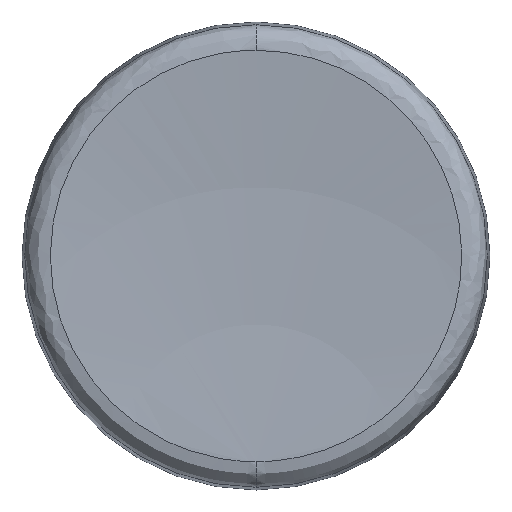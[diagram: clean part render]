
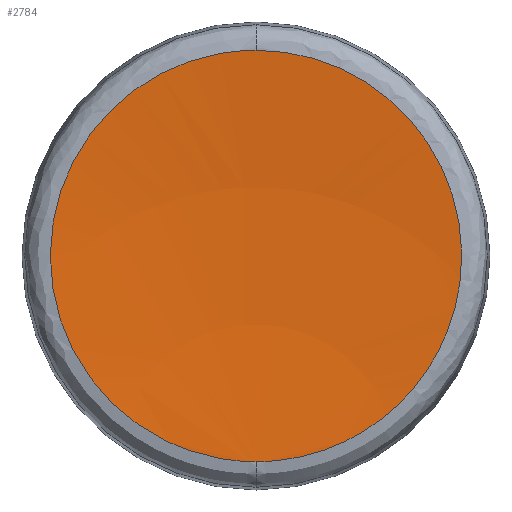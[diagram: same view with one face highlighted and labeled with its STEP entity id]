
A CAD part, left-side view. The second image highlights one B-rep face of the part: STEP entity #2784.
In plain terms, the highlighted spherical face has radius 100 mm.
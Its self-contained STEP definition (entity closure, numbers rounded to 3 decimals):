
#549=CARTESIAN_POINT('',(-286.385,65.5,221.224));
#550=CARTESIAN_POINT('',(-286.385,65.521,221.224));
#551=CARTESIAN_POINT('',(-286.385,65.559,221.224));
#552=CARTESIAN_POINT('',(-286.385,65.623,221.225));
#553=CARTESIAN_POINT('',(-286.385,65.697,221.226));
#554=CARTESIAN_POINT('',(-286.385,65.776,221.228));
#555=CARTESIAN_POINT('',(-286.385,65.853,221.231));
#556=CARTESIAN_POINT('',(-286.385,65.928,221.234));
#557=CARTESIAN_POINT('',(-286.385,66.003,221.238));
#558=CARTESIAN_POINT('',(-286.385,66.078,221.243));
#559=CARTESIAN_POINT('',(-286.385,66.153,221.248));
#560=CARTESIAN_POINT('',(-286.385,66.232,221.255));
#561=CARTESIAN_POINT('',(-286.385,66.317,221.262));
#562=CARTESIAN_POINT('',(-286.385,66.413,221.272));
#563=CARTESIAN_POINT('',(-286.385,66.52,221.283));
#564=CARTESIAN_POINT('',(-286.385,66.639,221.298));
#565=CARTESIAN_POINT('',(-286.385,66.77,221.316));
#566=CARTESIAN_POINT('',(-286.385,66.913,221.338));
#567=CARTESIAN_POINT('',(-286.385,67.07,221.365));
#568=CARTESIAN_POINT('',(-286.385,67.242,221.398));
#569=CARTESIAN_POINT('',(-286.385,67.429,221.438));
#570=CARTESIAN_POINT('',(-286.385,67.631,221.486));
#571=CARTESIAN_POINT('',(-286.385,67.851,221.544));
#572=CARTESIAN_POINT('',(-286.385,68.09,221.614));
#573=CARTESIAN_POINT('',(-286.385,68.348,221.698));
#574=CARTESIAN_POINT('',(-286.385,68.627,221.798));
#575=CARTESIAN_POINT('',(-286.385,68.928,221.919));
#576=CARTESIAN_POINT('',(-286.385,69.253,222.064));
#577=CARTESIAN_POINT('',(-286.385,69.602,222.238));
#578=CARTESIAN_POINT('',(-286.385,69.976,222.447));
#579=CARTESIAN_POINT('',(-286.385,70.377,222.699));
#580=CARTESIAN_POINT('',(-286.385,70.803,223.));
#581=CARTESIAN_POINT('',(-286.385,71.25,223.361));
#582=CARTESIAN_POINT('',(-286.385,71.718,223.795));
#583=CARTESIAN_POINT('',(-286.385,72.2,224.316));
#584=CARTESIAN_POINT('',(-286.385,72.69,224.945));
#585=CARTESIAN_POINT('',(-286.385,73.172,225.704));
#586=CARTESIAN_POINT('',(-286.385,73.624,226.622));
#587=CARTESIAN_POINT('',(-286.385,73.999,227.705));
#588=CARTESIAN_POINT('',(-286.385,74.244,228.938));
#589=CARTESIAN_POINT('',(-286.385,74.306,230.286));
#590=CARTESIAN_POINT('',(-286.385,74.158,231.635));
#591=CARTESIAN_POINT('',(-286.385,73.804,232.943));
#592=CARTESIAN_POINT('',(-286.385,73.256,234.178));
#593=CARTESIAN_POINT('',(-286.385,72.527,235.315));
#594=CARTESIAN_POINT('',(-286.385,71.627,236.331));
#595=CARTESIAN_POINT('',(-286.385,70.583,237.196));
#596=CARTESIAN_POINT('',(-286.385,69.424,237.888));
#597=CARTESIAN_POINT('',(-286.385,68.171,238.396));
#598=CARTESIAN_POINT('',(-286.385,66.85,238.707));
#599=CARTESIAN_POINT('',(-286.385,65.95,238.776));
#600=CARTESIAN_POINT('',(-286.385,65.5,238.776));
#602=CARTESIAN_POINT('',(-286.385,65.5,238.776));
#603=CARTESIAN_POINT('',(-286.385,65.05,238.776));
#604=CARTESIAN_POINT('',(-286.385,64.149,238.706));
#605=CARTESIAN_POINT('',(-286.385,62.827,238.395));
#606=CARTESIAN_POINT('',(-286.385,61.572,237.887));
#607=CARTESIAN_POINT('',(-286.385,60.412,237.193));
#608=CARTESIAN_POINT('',(-286.385,59.367,236.326));
#609=CARTESIAN_POINT('',(-286.385,58.468,235.308));
#610=CARTESIAN_POINT('',(-286.385,57.739,234.169));
#611=CARTESIAN_POINT('',(-286.385,57.192,232.932));
#612=CARTESIAN_POINT('',(-286.385,56.84,231.622));
#613=CARTESIAN_POINT('',(-286.385,56.693,230.271));
#614=CARTESIAN_POINT('',(-286.385,56.757,228.92));
#615=CARTESIAN_POINT('',(-286.385,57.011,227.664));
#616=CARTESIAN_POINT('',(-286.385,57.401,226.56));
#617=CARTESIAN_POINT('',(-286.385,57.87,225.627));
#618=CARTESIAN_POINT('',(-286.385,58.369,224.861));
#619=CARTESIAN_POINT('',(-286.385,58.877,224.226));
#620=CARTESIAN_POINT('',(-286.385,59.374,223.704));
#621=CARTESIAN_POINT('',(-286.385,59.852,223.274));
#622=CARTESIAN_POINT('',(-286.385,60.308,222.918));
#623=CARTESIAN_POINT('',(-286.385,60.745,222.618));
#624=CARTESIAN_POINT('',(-286.385,61.161,222.367));
#625=CARTESIAN_POINT('',(-286.385,61.553,222.158));
#626=CARTESIAN_POINT('',(-286.385,61.92,221.984));
#627=CARTESIAN_POINT('',(-286.385,62.263,221.84));
#628=CARTESIAN_POINT('',(-286.385,62.58,221.722));
#629=CARTESIAN_POINT('',(-286.385,62.872,221.625));
#630=CARTESIAN_POINT('',(-286.385,63.143,221.545));
#631=CARTESIAN_POINT('',(-286.385,63.393,221.48));
#632=CARTESIAN_POINT('',(-286.385,63.624,221.426));
#633=CARTESIAN_POINT('',(-286.385,63.837,221.382));
#634=CARTESIAN_POINT('',(-286.385,64.033,221.347));
#635=CARTESIAN_POINT('',(-286.385,64.214,221.318));
#636=CARTESIAN_POINT('',(-286.385,64.382,221.295));
#637=CARTESIAN_POINT('',(-286.385,64.536,221.277));
#638=CARTESIAN_POINT('',(-286.385,64.678,221.262));
#639=CARTESIAN_POINT('',(-286.385,64.807,221.251));
#640=CARTESIAN_POINT('',(-286.385,64.926,221.243));
#641=CARTESIAN_POINT('',(-286.385,65.035,221.236));
#642=CARTESIAN_POINT('',(-286.385,65.134,221.232));
#643=CARTESIAN_POINT('',(-286.385,65.224,221.228));
#644=CARTESIAN_POINT('',(-286.385,65.305,221.226));
#645=CARTESIAN_POINT('',(-286.385,65.377,221.225));
#646=CARTESIAN_POINT('',(-286.385,65.442,221.224));
#647=CARTESIAN_POINT('',(-286.385,65.479,221.224));
#648=CARTESIAN_POINT('',(-286.385,65.5,221.224));
#1621=VERTEX_POINT('',#549);
#1622=VERTEX_POINT('',#600);
#2775=CARTESIAN_POINT('',(-385.999,65.5,230.));
#2776=DIRECTION('',(0.996,0.,-0.089));
#2777=DIRECTION('',(-0.089,0.,-0.996));
#2778=AXIS2_PLACEMENT_3D('',#2775,#2776,#2777);
#2779=SPHERICAL_SURFACE('',#2778,100.);
#2780=ORIENTED_EDGE('',*,*,#2546,.T.);
#2781=ORIENTED_EDGE('',*,*,#2757,.T.);
#2782=EDGE_LOOP('',(#2780,#2781));
#2783=FACE_OUTER_BOUND('',#2782,.F.);
#2784=ADVANCED_FACE('',(#2783),#2779,.F.);
#601=B_SPLINE_CURVE_WITH_KNOTS('',3,(#549,#550,#551,#552,#553,#554,#555,#556,
#557,#558,#559,#560,#561,#562,#563,#564,#565,#566,#567,#568,#569,#570,#571,#572,
#573,#574,#575,#576,#577,#578,#579,#580,#581,#582,#583,#584,#585,#586,#587,#588,
#589,#590,#591,#592,#593,#594,#595,#596,#597,#598,#599,#600),.UNSPECIFIED.,.F.,
.F.,(4,1,1,1,1,1,1,1,1,1,1,1,1,1,1,1,1,1,1,1,1,1,1,1,1,1,1,1,1,1,1,1,1,1,1,1,1,
1,1,1,1,1,1,1,1,1,1,1,1,4),(0.,0.02,0.041,
0.061,0.082,0.102,0.122,
0.143,0.163,0.184,0.204,
0.224,0.245,0.265,0.286,
0.306,0.327,0.347,0.367,
0.388,0.408,0.429,0.449,
0.469,0.49,0.51,0.531,
0.551,0.571,0.592,0.612,
0.633,0.653,0.673,0.694,
0.714,0.735,0.755,0.776,
0.796,0.816,0.837,0.857,
0.878,0.898,0.918,0.939,
0.959,0.98,1.),.UNSPECIFIED.);
#649=B_SPLINE_CURVE_WITH_KNOTS('',3,(#602,#603,#604,#605,#606,#607,#608,#609,
#610,#611,#612,#613,#614,#615,#616,#617,#618,#619,#620,#621,#622,#623,#624,#625,
#626,#627,#628,#629,#630,#631,#632,#633,#634,#635,#636,#637,#638,#639,#640,#641,
#642,#643,#644,#645,#646,#647,#648),.UNSPECIFIED.,.F.,.F.,(4,1,1,1,1,1,1,1,1,1,
1,1,1,1,1,1,1,1,1,1,1,1,1,1,1,1,1,1,1,1,1,1,1,1,1,1,1,1,1,1,1,1,1,1,4),(0.,
0.023,0.045,0.068,0.091,
0.114,0.136,0.159,0.182,
0.205,0.227,0.25,0.273,0.295,
0.318,0.341,0.364,0.386,
0.409,0.432,0.455,0.477,0.5,
0.523,0.545,0.568,0.591,
0.614,0.636,0.659,0.682,
0.705,0.727,0.75,0.773,0.795,
0.818,0.841,0.864,0.886,
0.909,0.932,0.955,0.977,1.),
.UNSPECIFIED.);
#2546=EDGE_CURVE('',#1621,#1622,#601,.T.);
#2757=EDGE_CURVE('',#1622,#1621,#649,.T.);
